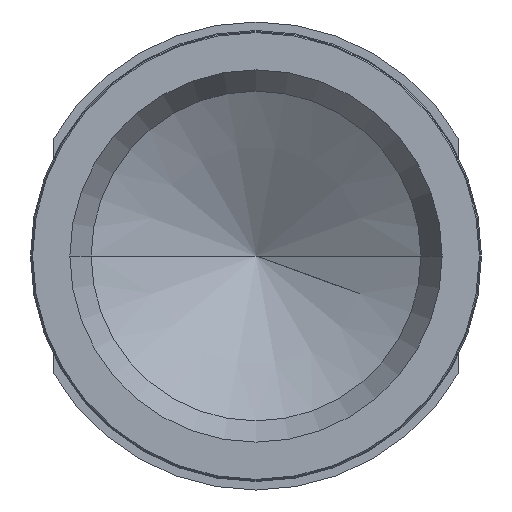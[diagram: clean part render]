
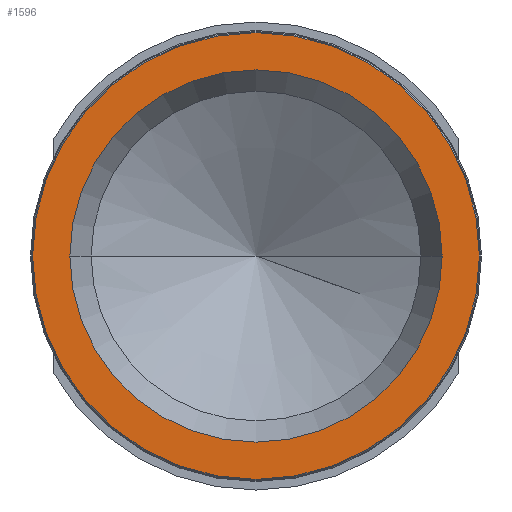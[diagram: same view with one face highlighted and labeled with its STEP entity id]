
A CAD part, front view. The second image highlights one B-rep face of the part: STEP entity #1596.
In plain terms, the highlighted planar face has unit normal (0, -1, 0).
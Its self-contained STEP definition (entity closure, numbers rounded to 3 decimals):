
#490=CARTESIAN_POINT('',(0.,-28.474,0.));
#491=DIRECTION('',(0.,-1.,0.));
#492=DIRECTION('',(-1.,0.,0.));
#493=AXIS2_PLACEMENT_3D('',#490,#491,#492);
#495=CARTESIAN_POINT('',(0.,-28.474,0.));
#496=DIRECTION('',(0.,1.,0.));
#497=DIRECTION('',(-1.,0.,0.));
#498=AXIS2_PLACEMENT_3D('',#495,#496,#497);
#500=CARTESIAN_POINT('',(0.,-28.474,0.));
#501=DIRECTION('',(0.,1.,0.));
#502=DIRECTION('',(-1.,0.,0.));
#503=AXIS2_PLACEMENT_3D('',#500,#501,#502);
#513=CARTESIAN_POINT('',(0.,-28.474,0.));
#514=DIRECTION('',(0.,-1.,0.));
#515=DIRECTION('',(-1.,0.,0.));
#516=AXIS2_PLACEMENT_3D('',#513,#514,#515);
#747=CARTESIAN_POINT('',(-10.5,-28.474,0.));
#748=VERTEX_POINT('',#747);
#749=CARTESIAN_POINT('',(-8.75,-28.474,0.));
#751=VERTEX_POINT('',#749);
#799=CARTESIAN_POINT('',(10.5,-28.474,0.));
#800=VERTEX_POINT('',#799);
#801=CARTESIAN_POINT('',(8.75,-28.474,0.));
#803=VERTEX_POINT('',#801);
#1581=CARTESIAN_POINT('',(0.,-28.474,0.));
#1582=DIRECTION('',(0.,1.,0.));
#1583=DIRECTION('',(1.,0.,0.));
#1584=AXIS2_PLACEMENT_3D('',#1581,#1582,#1583);
#1585=PLANE('',#1584);
#1586=ORIENTED_EDGE('',*,*,#1574,.F.);
#1587=ORIENTED_EDGE('',*,*,#1563,.T.);
#1588=EDGE_LOOP('',(#1586,#1587));
#1589=FACE_OUTER_BOUND('',#1588,.F.);
#1591=ORIENTED_EDGE('',*,*,#1590,.F.);
#1593=ORIENTED_EDGE('',*,*,#1592,.T.);
#1594=EDGE_LOOP('',(#1591,#1593));
#1595=FACE_BOUND('',#1594,.F.);
#1596=ADVANCED_FACE('',(#1589,#1595),#1585,.F.);
#494=CIRCLE('',#493,10.5);
#499=CIRCLE('',#498,10.5);
#504=CIRCLE('',#503,8.75);
#517=CIRCLE('',#516,8.75);
#1563=EDGE_CURVE('',#748,#800,#499,.T.);
#1574=EDGE_CURVE('',#748,#800,#494,.T.);
#1590=EDGE_CURVE('',#751,#803,#504,.T.);
#1592=EDGE_CURVE('',#751,#803,#517,.T.);
